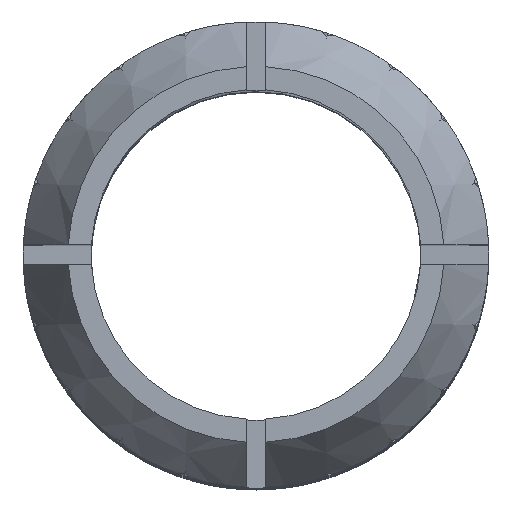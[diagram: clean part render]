
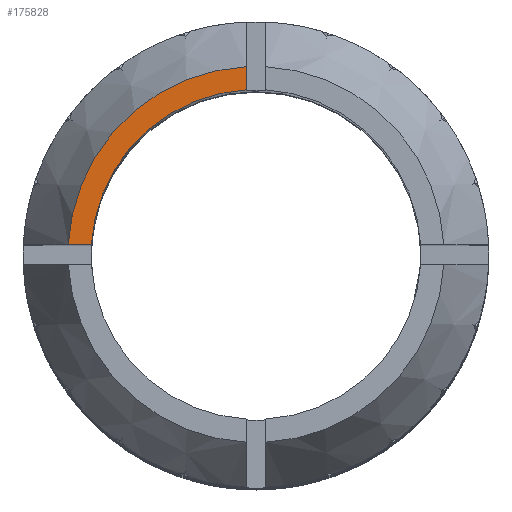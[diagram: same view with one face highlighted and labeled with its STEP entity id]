
A CAD part, top view. The second image highlights one B-rep face of the part: STEP entity #175828.
In plain terms, the highlighted planar face has unit normal (0, 0, 1).
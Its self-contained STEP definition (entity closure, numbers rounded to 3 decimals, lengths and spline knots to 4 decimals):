
#1689 = EDGE_CURVE ( 'NONE', #419891, #553014, #320694, .T. ) ;
#37414 = CARTESIAN_POINT ( 'NONE',  ( -4.2426, 0.25, 40. ) ) ;
#40534 = CARTESIAN_POINT ( 'NONE',  ( -0.25, 5.9948, 40. ) ) ;
#50516 = DIRECTION ( 'NONE',  ( 0., 0., -1. ) ) ;
#51857 = CARTESIAN_POINT ( 'NONE',  ( -5.9948, 0.25, 40. ) ) ;
#58258 = PLANE ( 'NONE',  #371188 ) ;
#59014 = AXIS2_PLACEMENT_3D ( 'NONE', #340153, #50516, #388756 ) ;
#71231 = CARTESIAN_POINT ( 'NONE',  ( -0.25, 4.2426, 40. ) ) ;
#79791 = VECTOR ( 'NONE', #536143, 1000. ) ;
#157780 = VECTOR ( 'NONE', #571439, 1000. ) ;
#175828 = ADVANCED_FACE ( 'NONE', ( #460232 ), #58258, .T. ) ;
#183569 = DIRECTION ( 'NONE',  ( 0., 0., -1. ) ) ;
#252035 = CARTESIAN_POINT ( 'NONE',  ( -4.8388, 0.25, 40. ) ) ;
#252835 = DIRECTION ( 'NONE',  ( 1., 0., 0. ) ) ;
#272029 = AXIS2_PLACEMENT_3D ( 'NONE', #473184, #183569, #521901 ) ;
#273673 = EDGE_CURVE ( 'NONE', #607271, #553014, #415046, .T. ) ;
#280999 = ORIENTED_EDGE ( 'NONE', *, *, #471965, .F. ) ;
#315896 = ORIENTED_EDGE ( 'NONE', *, *, #505668, .F. ) ;
#320694 = CIRCLE ( 'NONE', #59014, 4.25 ) ;
#336951 = LINE ( 'NONE', #51857, #79791 ) ;
#340153 = CARTESIAN_POINT ( 'NONE',  ( 0., 0., 40. ) ) ;
#371188 = AXIS2_PLACEMENT_3D ( 'NONE', #493835, #542621, #252835 ) ;
#388756 = DIRECTION ( 'NONE',  ( -1., 0., 0. ) ) ;
#408825 = VERTEX_POINT ( 'NONE', #252035 ) ;
#415046 = LINE ( 'NONE', #40534, #157780 ) ;
#419891 = VERTEX_POINT ( 'NONE', #37414 ) ;
#459518 = EDGE_LOOP ( 'NONE', ( #315896, #280999, #493484, #599087 ) ) ;
#460232 = FACE_OUTER_BOUND ( 'NONE', #459518, .T. ) ;
#471965 = EDGE_CURVE ( 'NONE', #419891, #408825, #336951, .T. ) ;
#473184 = CARTESIAN_POINT ( 'NONE',  ( 0., 0., 40. ) ) ;
#493484 = ORIENTED_EDGE ( 'NONE', *, *, #1689, .T. ) ;
#493835 = CARTESIAN_POINT ( 'NONE',  ( 0., 0., 40. ) ) ;
#505668 = EDGE_CURVE ( 'NONE', #408825, #607271, #610453, .T. ) ;
#521901 = DIRECTION ( 'NONE',  ( -1., 0., 0. ) ) ;
#536143 = DIRECTION ( 'NONE',  ( -1., 0., 0. ) ) ;
#541925 = CARTESIAN_POINT ( 'NONE',  ( -0.25, 4.8388, 40. ) ) ;
#542621 = DIRECTION ( 'NONE',  ( 0., 0., 1. ) ) ;
#553014 = VERTEX_POINT ( 'NONE', #71231 ) ;
#571439 = DIRECTION ( 'NONE',  ( 0., -1., 0. ) ) ;
#599087 = ORIENTED_EDGE ( 'NONE', *, *, #273673, .F. ) ;
#607271 = VERTEX_POINT ( 'NONE', #541925 ) ;
#610453 = CIRCLE ( 'NONE', #272029, 4.8453 ) ;
